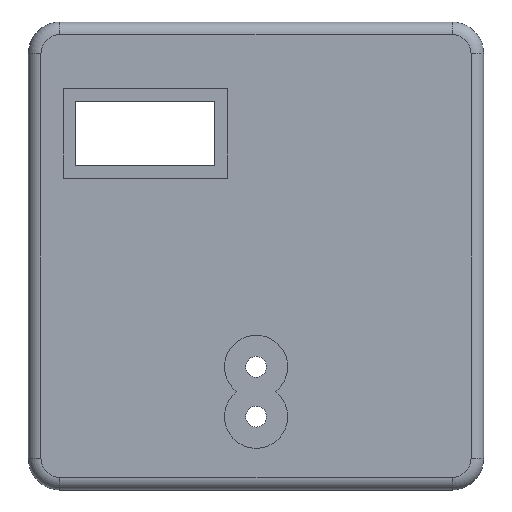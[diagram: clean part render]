
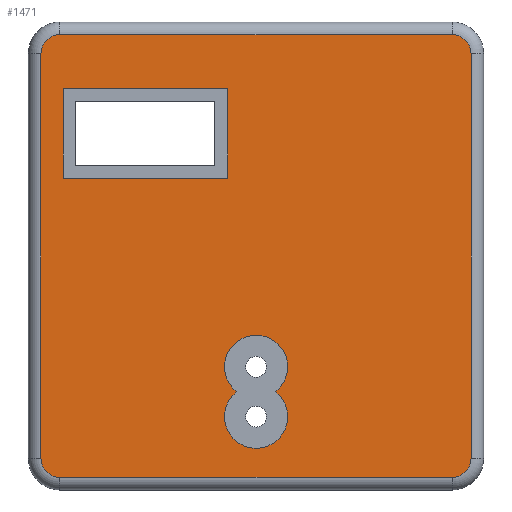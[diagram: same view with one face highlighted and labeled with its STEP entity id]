
A CAD part, front view. The second image highlights one B-rep face of the part: STEP entity #1471.
In plain terms, the highlighted planar face has unit normal (0, -1, 0).
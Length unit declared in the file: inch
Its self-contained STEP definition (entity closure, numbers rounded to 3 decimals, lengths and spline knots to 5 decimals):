
#22 = CIRCLE ( 'NONE', #1250, 0.15 ) ;
#53 = EDGE_LOOP ( 'NONE', ( #1850, #246, #1638 ) ) ;
#80 = CARTESIAN_POINT ( 'NONE',  ( 0.76322, 0., 2.92897 ) ) ;
#93 = CARTESIAN_POINT ( 'NONE',  ( -1.16178, 0., 2.65397 ) ) ;
#97 = CARTESIAN_POINT ( 'NONE',  ( -2.48678, 0., -0.42103 ) ) ;
#114 = CARTESIAN_POINT ( 'NONE',  ( 0., 0., 0. ) ) ;
#135 = CIRCLE ( 'NONE', #1364, 0.15 ) ;
#173 = CARTESIAN_POINT ( 'NONE',  ( 0.76322, 0., -0.27103 ) ) ;
#174 = ORIENTED_EDGE ( 'NONE', *, *, #1585, .F. ) ;
#187 = DIRECTION ( 'NONE',  ( 0., -1., 0. ) ) ;
#199 = CARTESIAN_POINT ( 'NONE',  ( -0.78185, 0., 0.25582 ) ) ;
#203 = LINE ( 'NONE', #1761, #367 ) ;
#208 = DIRECTION ( 'NONE',  ( 0., -1., 0. ) ) ;
#246 = ORIENTED_EDGE ( 'NONE', *, *, #331, .F. ) ;
#308 = EDGE_CURVE ( 'NONE', #771, #1275, #577, .T. ) ;
#317 = CARTESIAN_POINT ( 'NONE',  ( -2.46178, 0., 1.94397 ) ) ;
#331 = EDGE_CURVE ( 'NONE', #640, #2049, #1640, .T. ) ;
#338 = DIRECTION ( 'NONE',  ( 0., 0., -1. ) ) ;
#367 = VECTOR ( 'NONE', #1750, 39.37008 ) ;
#384 = ORIENTED_EDGE ( 'NONE', *, *, #1019, .T. ) ;
#391 = CARTESIAN_POINT ( 'NONE',  ( -0.93596, 0., 0.05897 ) ) ;
#408 = DIRECTION ( 'NONE',  ( 0., -1., 0. ) ) ;
#415 = CARTESIAN_POINT ( 'NONE',  ( -1.09007, 0., 0.25582 ) ) ;
#416 = LINE ( 'NONE', #1891, #1070 ) ;
#450 = PLANE ( 'NONE',  #1101 ) ;
#451 = DIRECTION ( 'NONE',  ( 0., 0., -1. ) ) ;
#458 = DIRECTION ( 'NONE',  ( 0., -1., 0. ) ) ;
#469 = VECTOR ( 'NONE', #1596, 39.37008 ) ;
#473 = EDGE_CURVE ( 'NONE', #489, #771, #135, .T. ) ;
#489 = VERTEX_POINT ( 'NONE', #1944 ) ;
#499 = CIRCLE ( 'NONE', #1235, 0.15 ) ;
#519 = CARTESIAN_POINT ( 'NONE',  ( -2.46178, 0., 2.65397 ) ) ;
#577 = LINE ( 'NONE', #80, #1531 ) ;
#628 = LINE ( 'NONE', #1134, #1201 ) ;
#640 = VERTEX_POINT ( 'NONE', #1711 ) ;
#667 = VERTEX_POINT ( 'NONE', #1912 ) ;
#723 = VERTEX_POINT ( 'NONE', #519 ) ;
#743 = DIRECTION ( 'NONE',  ( 0., 0., -1. ) ) ;
#752 = FACE_OUTER_BOUND ( 'NONE', #985, .T. ) ;
#760 = ORIENTED_EDGE ( 'NONE', *, *, #817, .T. ) ;
#768 = LINE ( 'NONE', #1606, #469 ) ;
#771 = VERTEX_POINT ( 'NONE', #173 ) ;
#778 = DIRECTION ( 'NONE',  ( 0., -1., 0. ) ) ;
#791 = VECTOR ( 'NONE', #338, 39.37008 ) ;
#802 = VERTEX_POINT ( 'NONE', #1374 ) ;
#817 = EDGE_CURVE ( 'NONE', #1397, #1530, #2018, .T. ) ;
#820 = LINE ( 'NONE', #1154, #1809 ) ;
#882 = EDGE_CURVE ( 'NONE', #802, #1564, #499, .T. ) ;
#917 = DIRECTION ( 'NONE',  ( 0., 1., 0. ) ) ;
#918 = DIRECTION ( 'NONE',  ( 1., 0., 0. ) ) ;
#927 = DIRECTION ( 'NONE',  ( 0., 0., 1. ) ) ;
#928 = ORIENTED_EDGE ( 'NONE', *, *, #1723, .T. ) ;
#930 = FACE_BOUND ( 'NONE', #1219, .T. ) ;
#931 = DIRECTION ( 'NONE',  ( 0., -1., 0. ) ) ;
#951 = ORIENTED_EDGE ( 'NONE', *, *, #473, .T. ) ;
#954 = EDGE_CURVE ( 'NONE', #2049, #1449, #1509, .T. ) ;
#964 = FACE_BOUND ( 'NONE', #53, .T. ) ;
#982 = CARTESIAN_POINT ( 'NONE',  ( -2.63678, 0., 2.92897 ) ) ;
#985 = EDGE_LOOP ( 'NONE', ( #951, #1924, #1976, #384, #1949, #928, #760, #1044 ) ) ;
#1019 = EDGE_CURVE ( 'NONE', #1302, #802, #628, .T. ) ;
#1044 = ORIENTED_EDGE ( 'NONE', *, *, #1066, .T. ) ;
#1065 = DIRECTION ( 'NONE',  ( 0., 0., 1. ) ) ;
#1066 = EDGE_CURVE ( 'NONE', #1530, #489, #768, .T. ) ;
#1070 = VECTOR ( 'NONE', #918, 39.37008 ) ;
#1078 = CARTESIAN_POINT ( 'NONE',  ( -2.48678, 0., -0.27103 ) ) ;
#1098 = AXIS2_PLACEMENT_3D ( 'NONE', #1265, #778, #1447 ) ;
#1100 = DIRECTION ( 'NONE',  ( -1., 0., 0. ) ) ;
#1101 = AXIS2_PLACEMENT_3D ( 'NONE', #114, #917, #1423 ) ;
#1104 = DIRECTION ( 'NONE',  ( 0., 0., 1. ) ) ;
#1129 = ORIENTED_EDGE ( 'NONE', *, *, #1767, .F. ) ;
#1134 = CARTESIAN_POINT ( 'NONE',  ( 0., 0., 3.07897 ) ) ;
#1154 = CARTESIAN_POINT ( 'NONE',  ( -2.46178, 0., 2.65397 ) ) ;
#1197 = VERTEX_POINT ( 'NONE', #317 ) ;
#1201 = VECTOR ( 'NONE', #1100, 39.37008 ) ;
#1205 = CARTESIAN_POINT ( 'NONE',  ( 0.76322, 0., 2.92897 ) ) ;
#1211 = ORIENTED_EDGE ( 'NONE', *, *, #1796, .F. ) ;
#1219 = EDGE_LOOP ( 'NONE', ( #1211, #2011, #174, #1129 ) ) ;
#1235 = AXIS2_PLACEMENT_3D ( 'NONE', #1254, #408, #1395 ) ;
#1250 = AXIS2_PLACEMENT_3D ( 'NONE', #2022, #187, #927 ) ;
#1254 = CARTESIAN_POINT ( 'NONE',  ( -2.48678, 0., 2.92897 ) ) ;
#1265 = CARTESIAN_POINT ( 'NONE',  ( -0.93596, 0., 0.45267 ) ) ;
#1275 = VERTEX_POINT ( 'NONE', #1205 ) ;
#1286 = AXIS2_PLACEMENT_3D ( 'NONE', #391, #931, #743 ) ;
#1302 = VERTEX_POINT ( 'NONE', #1571 ) ;
#1364 = AXIS2_PLACEMENT_3D ( 'NONE', #1955, #458, #1104 ) ;
#1374 = CARTESIAN_POINT ( 'NONE',  ( -2.48678, 0., 3.07897 ) ) ;
#1375 = AXIS2_PLACEMENT_3D ( 'NONE', #1078, #1554, #1065 ) ;
#1387 = CIRCLE ( 'NONE', #1286, 0.25 ) ;
#1395 = DIRECTION ( 'NONE',  ( 0., 0., 1. ) ) ;
#1397 = VERTEX_POINT ( 'NONE', #2102 ) ;
#1418 = CARTESIAN_POINT ( 'NONE',  ( -0.93596, 0., 0.05897 ) ) ;
#1423 = DIRECTION ( 'NONE',  ( 0., 0., 1. ) ) ;
#1438 = CARTESIAN_POINT ( 'NONE',  ( -2.46178, 0., 2.65397 ) ) ;
#1447 = DIRECTION ( 'NONE',  ( 0., 0., -1. ) ) ;
#1449 = VERTEX_POINT ( 'NONE', #415 ) ;
#1458 = LINE ( 'NONE', #1438, #1556 ) ;
#1470 = DIRECTION ( 'NONE',  ( -1., 0., 0. ) ) ;
#1471 = ADVANCED_FACE ( 'NONE', ( #752, #930, #964 ), #450, .F. ) ;
#1475 = VERTEX_POINT ( 'NONE', #93 ) ;
#1509 = CIRCLE ( 'NONE', #1098, 0.25 ) ;
#1530 = VERTEX_POINT ( 'NONE', #97 ) ;
#1531 = VECTOR ( 'NONE', #1569, 39.37008 ) ;
#1554 = DIRECTION ( 'NONE',  ( 0., -1., 0. ) ) ;
#1556 = VECTOR ( 'NONE', #1470, 39.37008 ) ;
#1564 = VERTEX_POINT ( 'NONE', #982 ) ;
#1569 = DIRECTION ( 'NONE',  ( 0., 0., 1. ) ) ;
#1571 = CARTESIAN_POINT ( 'NONE',  ( 0.61322, 0., 3.07897 ) ) ;
#1585 = EDGE_CURVE ( 'NONE', #1475, #723, #1458, .T. ) ;
#1596 = DIRECTION ( 'NONE',  ( 1., 0., 0. ) ) ;
#1606 = CARTESIAN_POINT ( 'NONE',  ( 0.61322, 0., -0.42103 ) ) ;
#1638 = ORIENTED_EDGE ( 'NONE', *, *, #1802, .F. ) ;
#1640 = CIRCLE ( 'NONE', #1920, 0.25 ) ;
#1710 = DIRECTION ( 'NONE',  ( 0., 0., -1. ) ) ;
#1711 = CARTESIAN_POINT ( 'NONE',  ( -0.93596, 0., -0.19103 ) ) ;
#1723 = EDGE_CURVE ( 'NONE', #1564, #1397, #2013, .T. ) ;
#1750 = DIRECTION ( 'NONE',  ( 0., 0., 1. ) ) ;
#1761 = CARTESIAN_POINT ( 'NONE',  ( -1.16178, 0., 2.65397 ) ) ;
#1767 = EDGE_CURVE ( 'NONE', #667, #1475, #203, .T. ) ;
#1796 = EDGE_CURVE ( 'NONE', #1197, #667, #416, .T. ) ;
#1802 = EDGE_CURVE ( 'NONE', #1449, #640, #1387, .T. ) ;
#1809 = VECTOR ( 'NONE', #451, 39.37008 ) ;
#1837 = CARTESIAN_POINT ( 'NONE',  ( -2.63678, 0., 0. ) ) ;
#1850 = ORIENTED_EDGE ( 'NONE', *, *, #954, .F. ) ;
#1891 = CARTESIAN_POINT ( 'NONE',  ( -2.46178, 0., 1.94397 ) ) ;
#1912 = CARTESIAN_POINT ( 'NONE',  ( -1.16178, 0., 1.94397 ) ) ;
#1920 = AXIS2_PLACEMENT_3D ( 'NONE', #1418, #208, #1710 ) ;
#1924 = ORIENTED_EDGE ( 'NONE', *, *, #308, .T. ) ;
#1944 = CARTESIAN_POINT ( 'NONE',  ( 0.61322, 0., -0.42103 ) ) ;
#1949 = ORIENTED_EDGE ( 'NONE', *, *, #882, .T. ) ;
#1955 = CARTESIAN_POINT ( 'NONE',  ( 0.61322, 0., -0.27103 ) ) ;
#1976 = ORIENTED_EDGE ( 'NONE', *, *, #2164, .T. ) ;
#1997 = EDGE_CURVE ( 'NONE', #723, #1197, #820, .T. ) ;
#2011 = ORIENTED_EDGE ( 'NONE', *, *, #1997, .F. ) ;
#2013 = LINE ( 'NONE', #1837, #791 ) ;
#2018 = CIRCLE ( 'NONE', #1375, 0.15 ) ;
#2022 = CARTESIAN_POINT ( 'NONE',  ( 0.61322, 0., 2.92897 ) ) ;
#2049 = VERTEX_POINT ( 'NONE', #199 ) ;
#2102 = CARTESIAN_POINT ( 'NONE',  ( -2.63678, 0., -0.27103 ) ) ;
#2164 = EDGE_CURVE ( 'NONE', #1275, #1302, #22, .T. ) ;
